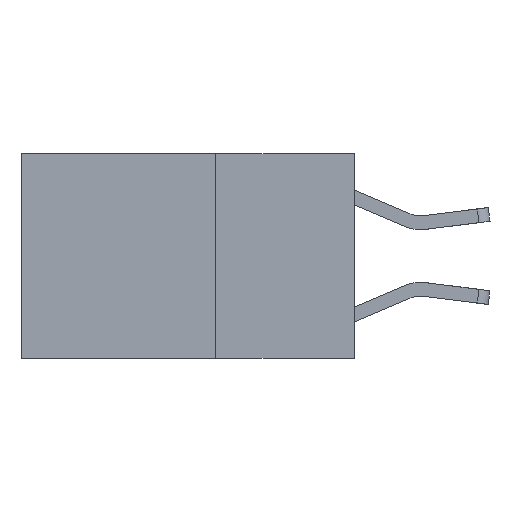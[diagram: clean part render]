
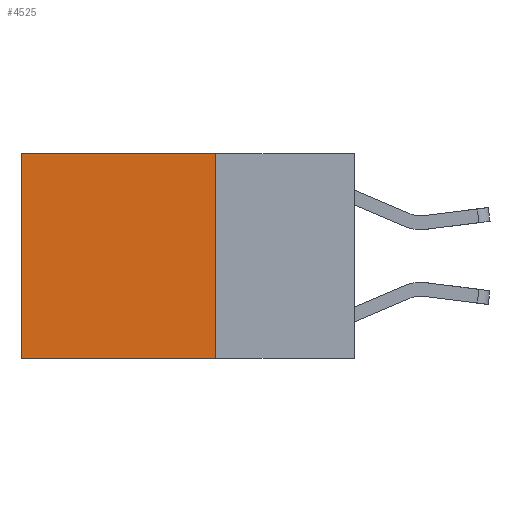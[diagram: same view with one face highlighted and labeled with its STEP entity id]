
A CAD part, left-side view. The second image highlights one B-rep face of the part: STEP entity #4525.
In plain terms, the highlighted planar face has unit normal (-1, 0, 0).
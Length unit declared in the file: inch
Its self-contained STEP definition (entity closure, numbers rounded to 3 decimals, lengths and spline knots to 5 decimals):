
#413 = CARTESIAN_POINT ( 'NONE',  ( 0.2625, 0.6, -0.37 ) ) ;
#424 = AXIS2_PLACEMENT_3D ( 'NONE', #6953, #2224, #7718 ) ;
#438 = VERTEX_POINT ( 'NONE', #4175 ) ;
#460 = DIRECTION ( 'NONE',  ( 0., 1., 0. ) ) ;
#1238 = DIRECTION ( 'NONE',  ( 0., 1., 0. ) ) ;
#1294 = PLANE ( 'NONE',  #424 ) ;
#2044 = ORIENTED_EDGE ( 'NONE', *, *, #6430, .T. ) ;
#2173 = CARTESIAN_POINT ( 'NONE',  ( 0.2625, 0.25, -0.37 ) ) ;
#2224 = DIRECTION ( 'NONE',  ( 1., 0., 0. ) ) ;
#2431 = LINE ( 'NONE', #7364, #10472 ) ;
#2791 = EDGE_CURVE ( 'NONE', #4054, #9394, #2431, .T. ) ;
#2937 = ORIENTED_EDGE ( 'NONE', *, *, #3886, .F. ) ;
#2998 = EDGE_LOOP ( 'NONE', ( #8681, #6497, #2937, #2044 ) ) ;
#3085 = LINE ( 'NONE', #2173, #8924 ) ;
#3572 = DIRECTION ( 'NONE',  ( 0., 0., -1. ) ) ;
#3886 = EDGE_CURVE ( 'NONE', #3988, #438, #9858, .T. ) ;
#3988 = VERTEX_POINT ( 'NONE', #4675 ) ;
#4054 = VERTEX_POINT ( 'NONE', #7735 ) ;
#4175 = CARTESIAN_POINT ( 'NONE',  ( 0.2625, 0.25, -0.37 ) ) ;
#4499 = CARTESIAN_POINT ( 'NONE',  ( 0.2625, 0.25, 0. ) ) ;
#4525 = ADVANCED_FACE ( 'NONE', ( #5325 ), #1294, .F. ) ;
#4551 = VECTOR ( 'NONE', #460, 39.37008 ) ;
#4675 = CARTESIAN_POINT ( 'NONE',  ( 0.2625, 0.25, 0. ) ) ;
#5254 = DIRECTION ( 'NONE',  ( 0., 0., -1. ) ) ;
#5325 = FACE_OUTER_BOUND ( 'NONE', #2998, .T. ) ;
#5589 = CARTESIAN_POINT ( 'NONE',  ( 0.2625, 0.25, 0. ) ) ;
#6039 = VECTOR ( 'NONE', #5254, 39.37008 ) ;
#6430 = EDGE_CURVE ( 'NONE', #3988, #4054, #10363, .T. ) ;
#6497 = ORIENTED_EDGE ( 'NONE', *, *, #9758, .F. ) ;
#6953 = CARTESIAN_POINT ( 'NONE',  ( 0.2625, 0.25, 0. ) ) ;
#7364 = CARTESIAN_POINT ( 'NONE',  ( 0.2625, 0.6, 0. ) ) ;
#7718 = DIRECTION ( 'NONE',  ( 0., 0., -1. ) ) ;
#7735 = CARTESIAN_POINT ( 'NONE',  ( 0.2625, 0.6, 0. ) ) ;
#8681 = ORIENTED_EDGE ( 'NONE', *, *, #2791, .T. ) ;
#8924 = VECTOR ( 'NONE', #1238, 39.37008 ) ;
#9394 = VERTEX_POINT ( 'NONE', #413 ) ;
#9758 = EDGE_CURVE ( 'NONE', #438, #9394, #3085, .T. ) ;
#9858 = LINE ( 'NONE', #4499, #6039 ) ;
#10363 = LINE ( 'NONE', #5589, #4551 ) ;
#10472 = VECTOR ( 'NONE', #3572, 39.37008 ) ;
